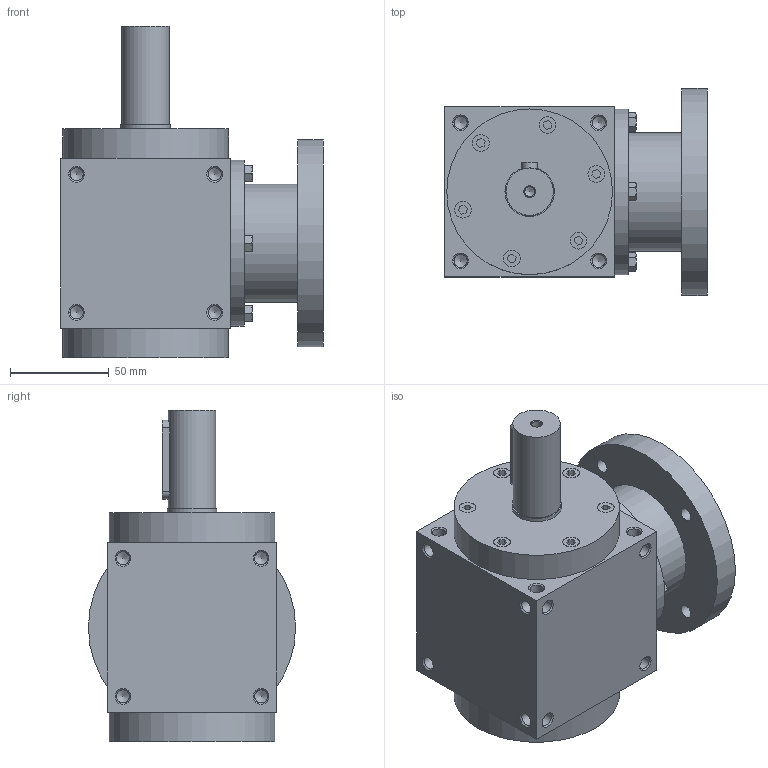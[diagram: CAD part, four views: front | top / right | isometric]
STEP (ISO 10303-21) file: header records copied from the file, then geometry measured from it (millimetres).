
FILE_DESCRIPTION( ( 'STEP AP214' ), '1' );
FILE_NAME( 'MRS86_MS9_R.1_1.5_71_B14.stp', '2018-08-15T11:02:29', ( '' ), ( '' ), ' ', 'PARTsolutions', ' ' );
FILE_SCHEMA( ( 'AUTOMOTIVE_DESIGN { 1 0 10303 214 1 1 1 1 }' ) );
Length unit declared in the file: millimetre
Products named in the file (5): MRS86_MS9_R.1/1.5_71/B14; _MRS8690-case; _MRX86_4-flange; _86-fl_screw; _RS86-proshaft
Assembly tree (7 placements, depth 2):
  MRS86_MS9_R.1/1.5_71/B14
    _MRS8690-case
    _MRX86_4-flange
    _86-fl_screw  x4
    _RS86-proshaft
Bounding box: 133 x 105 x 168 mm (x, y, z)
Volume: 1015937.1 mm3; surface area: 113901.6 mm2
Topology: 7 solids, 7 shells, 305 faces, 798 edges, 509 vertices
Faces by surface type: plane 153, cylinder 78, cone 74
Full cylindrical faces by diameter (mm): 4.917 x1, 6.647 x48, 7 x4, 8.5 x12, 24 x2, 25 x2, 60 x1, 70 x1, 84 x3, 105 x1
Entity records: 9384 total; most frequent: CARTESIAN_POINT 1296, DIRECTION 1266, ORIENTED_EDGE 1010, EDGE_CURVE 505, AXIS2_PLACEMENT_3D 504, EDGE_LOOP 430, VERTEX_POINT 402, FACE_OUTER_BOUND 338
